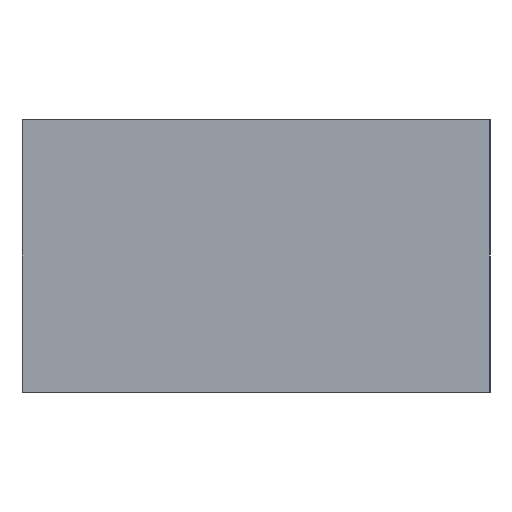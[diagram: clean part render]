
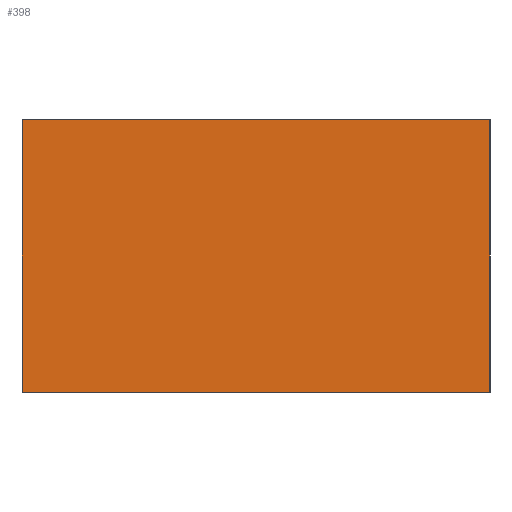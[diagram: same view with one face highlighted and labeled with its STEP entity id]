
A CAD part, left-side view. The second image highlights one B-rep face of the part: STEP entity #398.
In plain terms, the highlighted planar face has unit normal (-1, 0, 0).
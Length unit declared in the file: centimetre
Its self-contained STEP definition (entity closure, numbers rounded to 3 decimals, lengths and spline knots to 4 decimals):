
#26=PLANE('',#439);
#47=FACE_OUTER_BOUND('',#71,.T.);
#71=EDGE_LOOP('',(#324,#325,#326,#327));
#105=LINE('',#611,#153);
#112=LINE('',#624,#160);
#113=LINE('',#627,#161);
#114=LINE('',#628,#162);
#153=VECTOR('',#498,1.);
#160=VECTOR('',#509,1.);
#161=VECTOR('',#512,1.);
#162=VECTOR('',#513,1.);
#206=VERTEX_POINT('',#609);
#207=VERTEX_POINT('',#610);
#211=VERTEX_POINT('',#622);
#212=VERTEX_POINT('',#626);
#247=EDGE_CURVE('',#206,#207,#105,.T.);
#255=EDGE_CURVE('',#207,#211,#112,.T.);
#256=EDGE_CURVE('',#211,#212,#113,.T.);
#257=EDGE_CURVE('',#212,#206,#114,.T.);
#324=ORIENTED_EDGE('',*,*,#255,.T.);
#325=ORIENTED_EDGE('',*,*,#256,.T.);
#326=ORIENTED_EDGE('',*,*,#257,.T.);
#327=ORIENTED_EDGE('',*,*,#247,.T.);
#398=ADVANCED_FACE('',(#47),#26,.T.);
#439=AXIS2_PLACEMENT_3D('',#625,#510,#511);
#498=DIRECTION('',(0.,1.,0.));
#509=DIRECTION('',(0.,0.,-1.));
#510=DIRECTION('center_axis',(-1.,0.,0.));
#511=DIRECTION('ref_axis',(0.,0.,1.));
#512=DIRECTION('',(0.,-1.,0.));
#513=DIRECTION('',(0.,0.,1.));
#609=CARTESIAN_POINT('',(-1.5,0.,1.6));
#610=CARTESIAN_POINT('',(-1.5,2.75,1.6));
#611=CARTESIAN_POINT('',(-1.5,0.,1.6));
#622=CARTESIAN_POINT('',(-1.5,2.75,0.));
#624=CARTESIAN_POINT('',(-1.5,2.75,1.6));
#625=CARTESIAN_POINT('Origin',(-1.5,2.4,0.8));
#626=CARTESIAN_POINT('',(-1.5,0.,0.));
#627=CARTESIAN_POINT('',(-1.5,2.75,0.));
#628=CARTESIAN_POINT('',(-1.5,0.,0.));
